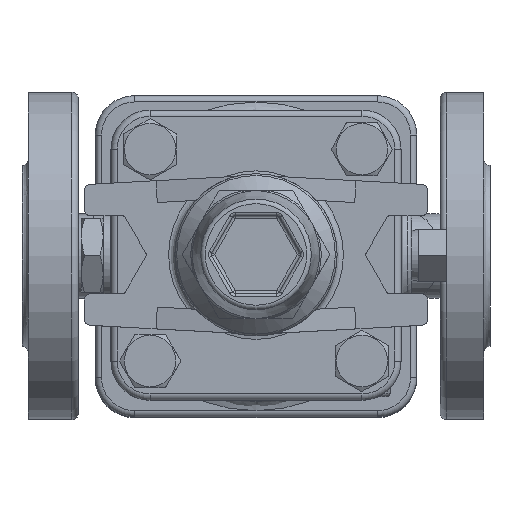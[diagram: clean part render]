
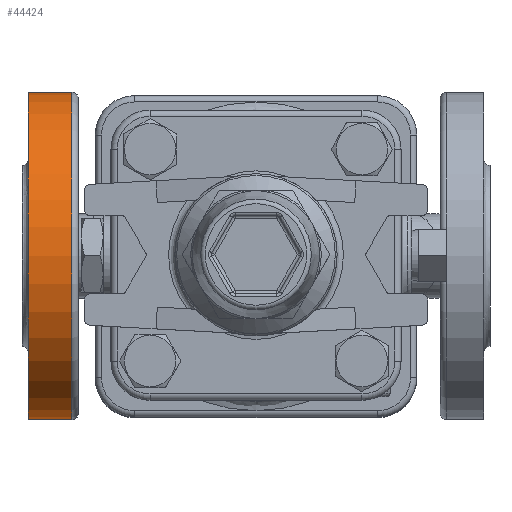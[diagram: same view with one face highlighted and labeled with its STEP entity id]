
A CAD part, top view. The second image highlights one B-rep face of the part: STEP entity #44424.
In plain terms, the highlighted cylindrical face has radius 52.5 mm (diameter 105 mm), a full revolution.
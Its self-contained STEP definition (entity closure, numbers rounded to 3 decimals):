
#44289=CARTESIAN_POINT('',(-73.,0.,130.5));
#44290=VERTEX_POINT('',#44289);
#44291=CARTESIAN_POINT('',(-73.,0.0,78.));
#44292=DIRECTION('',(1.0,0.0,0.0));
#44293=DIRECTION('',(0.0,0.0,-1.0));
#44294=AXIS2_PLACEMENT_3D('',#44291,#44292,#44293);
#44295=CIRCLE('',#44294,52.5);
#44296=EDGE_CURVE('',#44290,#44290,#44295,.T.);
#44345=CARTESIAN_POINT('',(-59.,0.,130.5));
#44346=VERTEX_POINT('',#44345);
#44347=CARTESIAN_POINT('',(-59.,0.0,78.0));
#44348=DIRECTION('',(1.0,0.0,0.0));
#44349=DIRECTION('',(0.0,0.0,-1.0));
#44350=AXIS2_PLACEMENT_3D('',#44347,#44348,#44349);
#44351=CIRCLE('',#44350,52.5);
#44352=EDGE_CURVE('',#44346,#44346,#44351,.T.);
#44413=CARTESIAN_POINT('',(-75.,0.0,78.));
#44414=DIRECTION('',(1.0,0.0,0.));
#44415=DIRECTION('',(0.0,0.0,-1.0));
#44416=AXIS2_PLACEMENT_3D('',#44413,#44414,#44415);
#44417=CYLINDRICAL_SURFACE('',#44416,52.5);
#44418=ORIENTED_EDGE('',*,*,#44296,.T.);
#44419=EDGE_LOOP('',(#44418));
#44420=FACE_OUTER_BOUND('',#44419,.T.);
#44421=ORIENTED_EDGE('',*,*,#44352,.F.);
#44422=EDGE_LOOP('',(#44421));
#44423=FACE_BOUND('',#44422,.T.);
#44424=ADVANCED_FACE('',(#44420,#44423),#44417,.T.);
